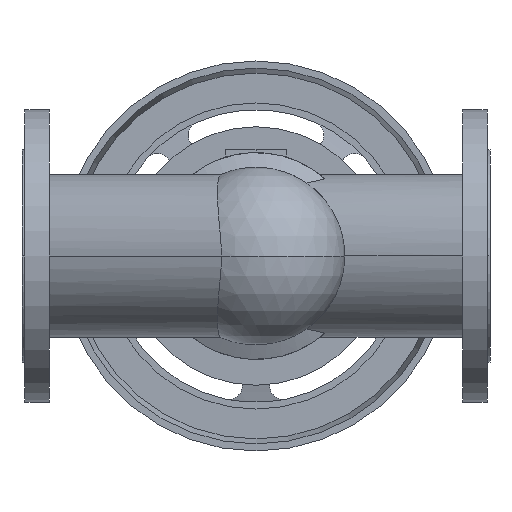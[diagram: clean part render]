
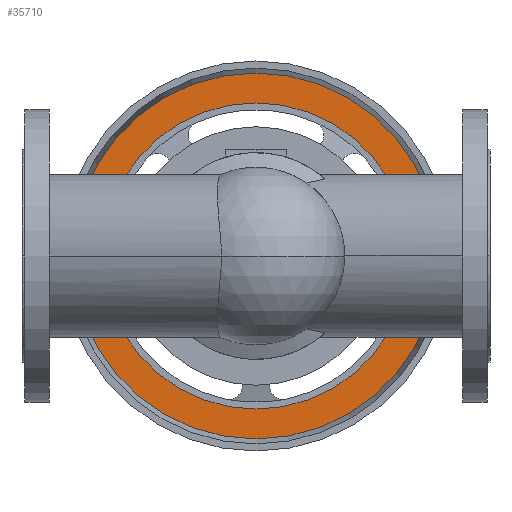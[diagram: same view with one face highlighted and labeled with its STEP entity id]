
A CAD part, front view. The second image highlights one B-rep face of the part: STEP entity #35710.
In plain terms, the highlighted planar face has unit normal (0, -1, 0).
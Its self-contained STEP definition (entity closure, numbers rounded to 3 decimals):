
#35230=CARTESIAN_POINT('',(427.662,460.04,0.
));
#35240=VERTEX_POINT('',#35230);
#35270=CARTESIAN_POINT('',(240.,460.04,0.));
#35280=DIRECTION('',(0.,1.,0.));
#35290=DIRECTION('',(1.,0.,0.));
#35300=AXIS2_PLACEMENT_3D('',#35270,#35280,#35290);
#35310=CIRCLE('',#35300,187.662);
#35320=CARTESIAN_POINT('',(52.338,460.04,0.));
#35330=VERTEX_POINT('',#35320);
#35340=EDGE_CURVE('',#35330,#35240,#35310,.T.);
#35460=CARTESIAN_POINT('',(412.331,460.04,0.
));
#35470=DIRECTION('',(0.,-1.,0.));
#35480=DIRECTION('',(-1.,0.,0.));
#35490=AXIS2_PLACEMENT_3D('',#35460,#35470,#35480);
#35500=PLANE('',#35490);
#35510=ORIENTED_EDGE('',*,*,#35340,.F.);
#35520=EDGE_CURVE('',#35240,#35330,#35310,.T.);
#35530=ORIENTED_EDGE('',*,*,#35520,.F.);
#35540=EDGE_LOOP('',(#35530,#35510));
#35550=FACE_OUTER_BOUND('',#35540,.T.);
#35560=CARTESIAN_POINT('',(240.,460.04,0.));
#35570=DIRECTION('',(0.,1.,0.));
#35580=DIRECTION('',(1.,0.,0.));
#35590=AXIS2_PLACEMENT_3D('',#35560,#35570,#35580);
#35600=CIRCLE('',#35590,157.);
#35610=CARTESIAN_POINT('',(397.,460.04,0.));
#35620=VERTEX_POINT('',#35610);
#35630=CARTESIAN_POINT('',(83.,460.04,0.));
#35640=VERTEX_POINT('',#35630);
#35650=EDGE_CURVE('',#35620,#35640,#35600,.T.);
#35660=ORIENTED_EDGE('',*,*,#35650,.T.);
#35670=EDGE_CURVE('',#35640,#35620,#35600,.T.);
#35680=ORIENTED_EDGE('',*,*,#35670,.T.);
#35690=EDGE_LOOP('',(#35680,#35660));
#35700=FACE_BOUND('',#35690,.T.);
#35710=ADVANCED_FACE('',(#35550,#35700),#35500,.T.);
